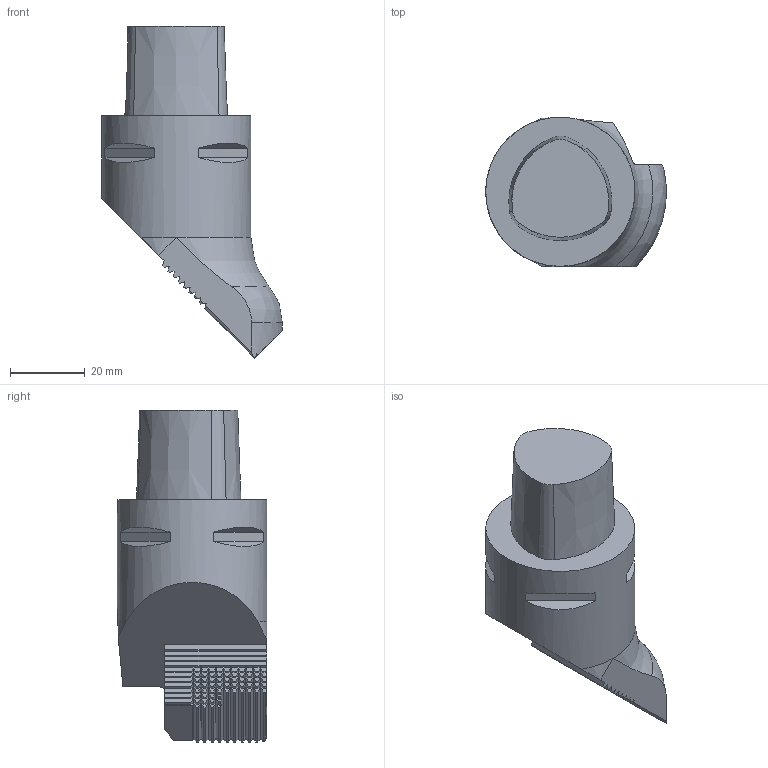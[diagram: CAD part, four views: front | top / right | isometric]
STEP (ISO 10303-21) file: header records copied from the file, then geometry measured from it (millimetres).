
FILE_DESCRIPTION(/* description */ (''),/* implementation_level */ '2;1');
FILE_NAME(/* name */ 'C4-SL-21065-V21.stp',/* time_stamp */ '2018-04-11T16:02:35+06:00',/* author */ (''),/* organization */ (''),/* preprocessor_version */ 'ST-DEVELOPER v16',/* originating_system */ 'SIEMENS PLM Software NX 11.0',/* authorisation */ '');
FILE_SCHEMA (('AUTOMOTIVE_DESIGN { 1 0 10303 214 3 1 1 1 }'));
Length unit declared in the file: millimetre
Products named in the file (1): inpuB9DCwyzv
Bounding box: 48.4 x 40 x 89 mm (x, y, z)
Volume: 70587.9 mm3; surface area: 12961.9 mm2
Topology: 2 solids, 2 shells, 388 faces, 1093 edges, 734 vertices
Faces by surface type: plane 256, cone 86, cylinder 42, torus 3, bspline 1
Full cylindrical faces by diameter (mm): 40 x1
Entity records: 12849 total; most frequent: CARTESIAN_POINT 3127, ORIENTED_EDGE 2182, DIRECTION 1734, EDGE_CURVE 1091, VERTEX_POINT 733, LINE 720, VECTOR 720, AXIS2_PLACEMENT_3D 507
